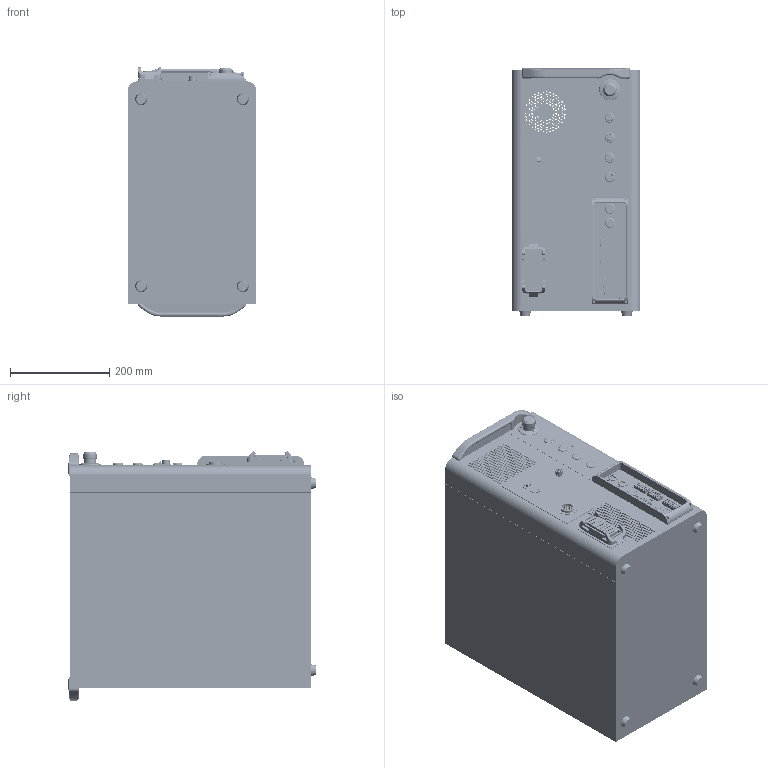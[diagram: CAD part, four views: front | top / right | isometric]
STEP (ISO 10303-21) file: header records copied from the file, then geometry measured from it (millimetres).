
FILE_DESCRIPTION (( 'STEP AP203' ), '1' );
FILE_NAME ('Hi5a-T10 STEP (450).STEP', '2020-03-26T01:10:25', ( 'fulluser' ), ( '' ), 'SwSTEP 2.0', 'SolidWorks 2017', '' );
FILE_SCHEMA (( 'CONFIG_CONTROL_DESIGN' ));
Products named in the file (1): Hi5a-T10 STEP (450)
Bounding box: 260 x 499 x 502.99 mm (x, y, z)
Volume: 1510458.8 mm3; surface area: 2111593.1 mm2
Topology: 179 solids, 179 shells, 5113 faces, 13158 edges, 8641 vertices
Faces by surface type: plane 2593, cylinder 2024, bspline 463, cone 33
Entity records: 172715 total; most frequent: CARTESIAN_POINT 44685, ORIENTED_EDGE 26308, DIRECTION 25770, EDGE_CURVE 13154, AXIS2_PLACEMENT_3D 8808, VERTEX_POINT 8641, VECTOR 8154, LINE 8154
